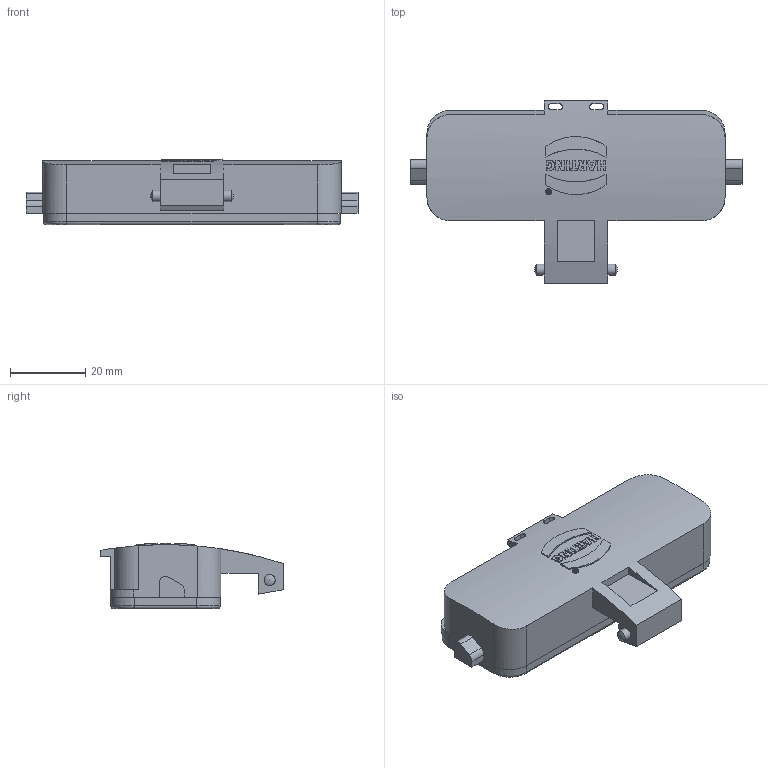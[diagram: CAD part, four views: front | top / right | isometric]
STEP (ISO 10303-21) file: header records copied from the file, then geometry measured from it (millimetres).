
FILE_DESCRIPTION(/* description */ (''),/* implementation_level */ '2;1');
FILE_NAME(/* name */ '100095084ugm000_c.stp',/* time_stamp */ '2019-10-16T07:37:23+02:00',/* author */ (''),/* organization */ (''),/* preprocessor_version */ 'ST-DEVELOPER v16.7',/* originating_system */ 'SIEMENS PLM Software NX 12.0',/* authorisation */ '');
FILE_SCHEMA (('AUTOMOTIVE_DESIGN { 1 0 10303 214 3 1 1 1 }'));
Length unit declared in the file: millimetre
Products named in the file (1): 100095084ugm000_c
Bounding box: 88.3 x 48.5 x 17.35 mm (x, y, z)
Volume: 12780.1 mm3; surface area: 12531.8 mm2
Topology: 1 solids, 1 shells, 229 faces, 609 edges, 403 vertices
Faces by surface type: plane 122, bspline 60, cylinder 45, sphere 2
Full cylindrical faces by diameter (mm): 3 x2
Entity records: 12021 total; most frequent: CARTESIAN_POINT 5418, ORIENTED_EDGE 1192, DIRECTION 780, EDGE_CURVE 596, VERTEX_POINT 394, LINE 262, VECTOR 262, AXIS2_PLACEMENT_3D 259
